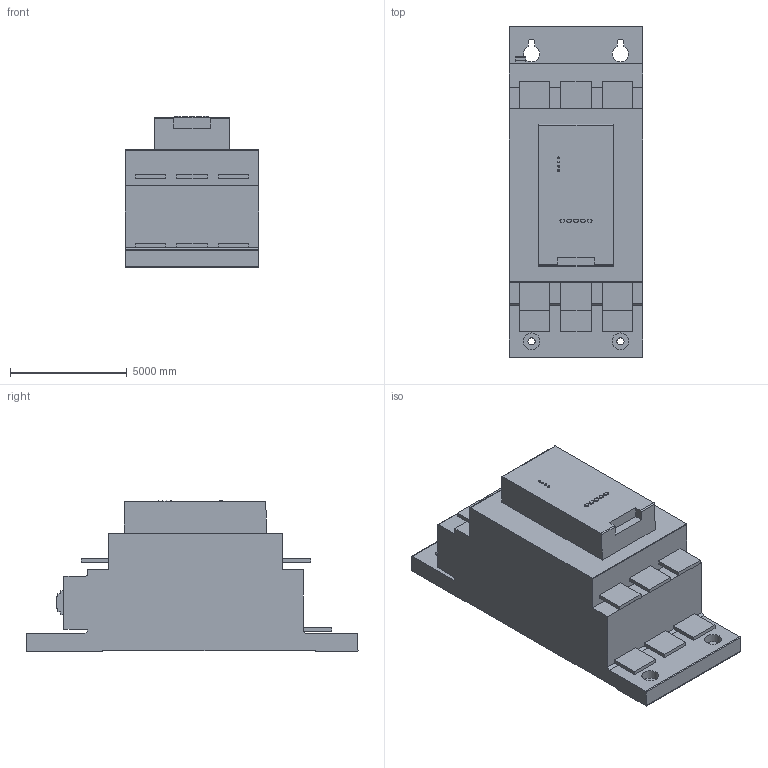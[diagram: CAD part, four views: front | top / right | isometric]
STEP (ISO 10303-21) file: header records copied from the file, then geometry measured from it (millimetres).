
FILE_DESCRIPTION((' '),'2;1');
FILE_NAME('PF-201_251a_3D.stp','2012-04-09T13:55:57',(' '),(' '),' ','ACIS',' ');
FILE_SCHEMA(('CONFIG_CONTROL_DESIGN'));
Length unit declared in the file: inch
Products named in the file (21): PF-201_251a_3D.stp; Body1; Body2; Body3; Body4; Body5; Body6; Body7; Body8; Body9; Body10; Body11; Body12; Body13; Body14; Body15; Body16; Body17; Body18; Body19; Body20
Assembly tree (20 placements, depth 2):
  PF-201_251a_3D.stp
    Body1
    Body2
    Body3
    Body4
    Body5
    Body6
    Body7
    Body8
    Body9
    Body10
    Body11
    Body12
    Body13
    Body14
    Body15
    Body16
    Body17
    Body18
    Body19
    Body20
Bounding box: 5715 x 14224 x 6500.39 mm (x, y, z)
Volume: 313195625860.9 mm3; surface area: 398251589.3 mm2
Topology: 20 solids, 20 shells, 173 faces, 402 edges, 268 vertices
Faces by surface type: plane 134, cylinder 35, sphere 4
Full cylindrical faces by diameter (mm): 80.772 x4, 304.8 x2, 723.26 x2
Entity records: 7808 total; most frequent: DIRECTION 880, CARTESIAN_POINT 856, ORIENTED_EDGE 764, EDGE_CURVE 382, VECTOR 312, LINE 312, AXIS2_PLACEMENT_3D 284, VERTEX_POINT 260
